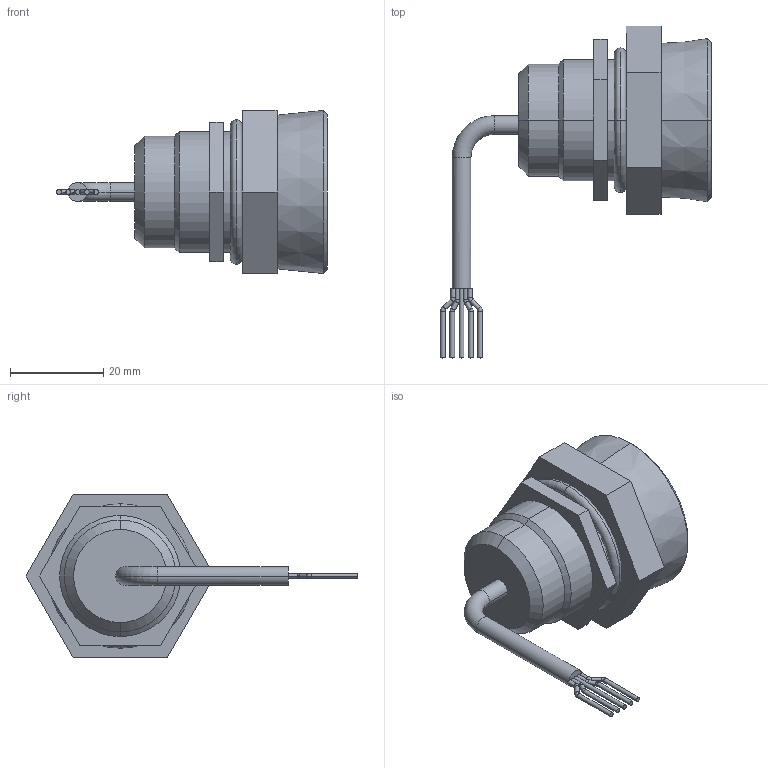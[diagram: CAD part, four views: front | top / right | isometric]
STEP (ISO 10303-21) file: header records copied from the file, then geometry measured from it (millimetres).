
FILE_DESCRIPTION (( 'STEP AP203' ), '1' );
FILE_NAME ('431329.80.342.STEP', '2015-03-13T16:54:29', ( 'Dmitriy_K' ), ( '' ), 'SwSTEP 2.0', 'SolidWorks 2015', '' );
FILE_SCHEMA (( 'CONFIG_CONTROL_DESIGN' ));
Length unit declared in the file: millimetre
Products named in the file (6): ﾂ靏ⅳ黑褞 ﾓﾇ MB7068; Çàïîëíèòåëü ÓÇÂ; 贈婝.431329.80.342.20; 贈婝.431329.80.342.10; Ìîíòàæíûé êîìïëåêò; 431329.80.342
Assembly tree (5 placements, depth 3):
  431329.80.342
    贈婝.431329.80.342.10
      ﾂ靏ⅳ黑褞 ﾓﾇ MB7068
      Çàïîëíèòåëü ÓÇÂ
      贈婝.431329.80.342.20
    Ìîíòàæíûé êîìïëåêò
Bounding box: 58.1 x 71.25 x 35.02 mm (x, y, z)
Volume: 29583 mm3; surface area: 11203.2 mm2
Topology: 5 solids, 5 shells, 124 faces, 282 edges, 171 vertices
Faces by surface type: cylinder 51, plane 37, torus 22, cone 14
Entity records: 4231 total; most frequent: DIRECTION 691, CARTESIAN_POINT 678, ORIENTED_EDGE 564, AXIS2_PLACEMENT_3D 288, EDGE_CURVE 282, VERTEX_POINT 171, CIRCLE 155, EDGE_LOOP 145
